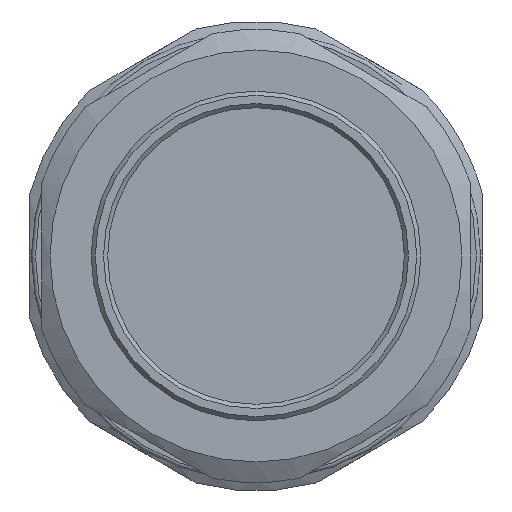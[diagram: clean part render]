
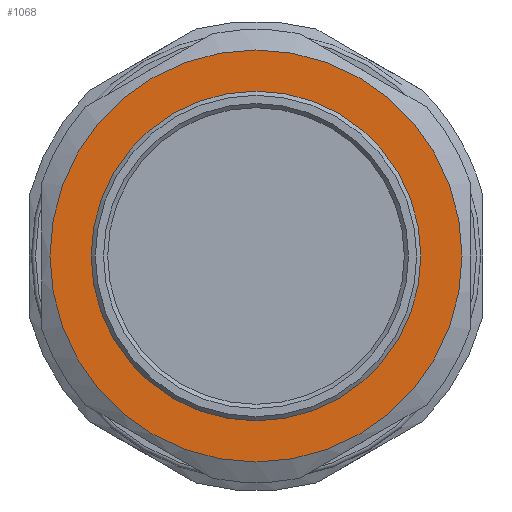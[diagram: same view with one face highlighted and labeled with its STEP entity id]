
A CAD part, front view. The second image highlights one B-rep face of the part: STEP entity #1068.
In plain terms, the highlighted planar face has unit normal (0, -1, 0).
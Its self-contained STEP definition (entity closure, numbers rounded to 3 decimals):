
#98=FACE_BOUND('',#230,.T.);
#114=PLANE('',#1191);
#162=FACE_OUTER_BOUND('',#229,.T.);
#229=EDGE_LOOP('',(#819));
#230=EDGE_LOOP('',(#820));
#307=CIRCLE('',#1190,19.5);
#308=CIRCLE('',#1192,25.);
#478=VERTEX_POINT('',#2049);
#479=VERTEX_POINT('',#2053);
#602=EDGE_CURVE('',#478,#478,#307,.T.);
#604=EDGE_CURVE('',#479,#479,#308,.T.);
#819=ORIENTED_EDGE('',*,*,#604,.F.);
#820=ORIENTED_EDGE('',*,*,#602,.T.);
#1068=ADVANCED_FACE('',(#162,#98),#114,.T.);
#1190=AXIS2_PLACEMENT_3D('',#2050,#1434,#1435);
#1191=AXIS2_PLACEMENT_3D('',#2052,#1437,#1438);
#1192=AXIS2_PLACEMENT_3D('',#2054,#1439,#1440);
#1434=DIRECTION('center_axis',(0.,1.,0.));
#1435=DIRECTION('ref_axis',(-1.,0.,0.));
#1437=DIRECTION('center_axis',(0.,-1.,0.));
#1438=DIRECTION('ref_axis',(0.,0.,-1.));
#1439=DIRECTION('center_axis',(0.,1.,0.));
#1440=DIRECTION('ref_axis',(-1.,0.,0.));
#2049=CARTESIAN_POINT('',(142.326,-107.427,148.472));
#2050=CARTESIAN_POINT('Origin',(122.826,-107.427,148.472));
#2052=CARTESIAN_POINT('Origin',(99.826,-107.427,148.472));
#2053=CARTESIAN_POINT('',(147.826,-107.427,148.472));
#2054=CARTESIAN_POINT('Origin',(122.826,-107.427,148.472));
